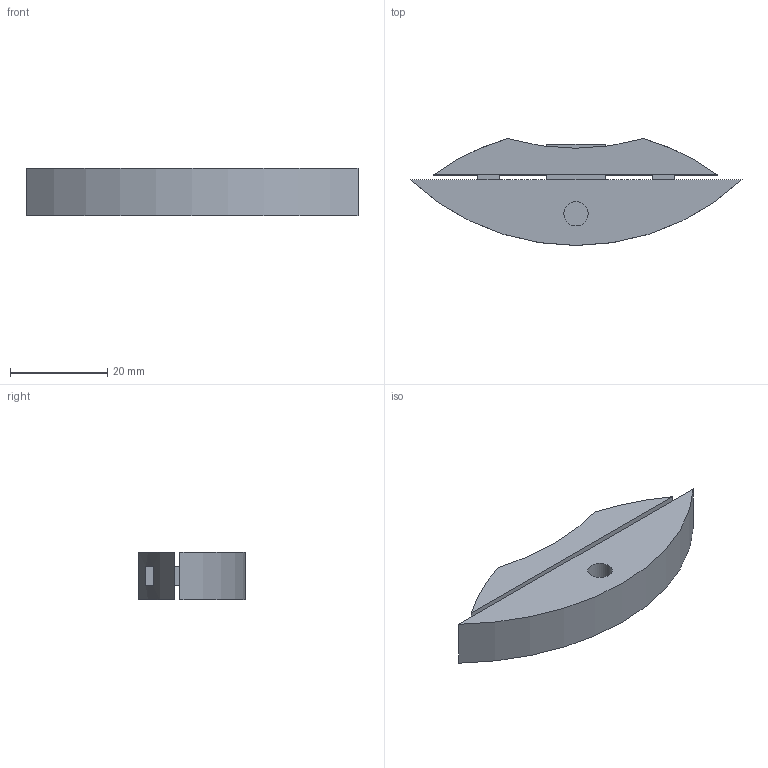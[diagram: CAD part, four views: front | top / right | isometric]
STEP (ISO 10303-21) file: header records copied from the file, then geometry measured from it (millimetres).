
FILE_DESCRIPTION(/* description */ (''),/* implementation_level */ '2;1');
FILE_NAME(/* name */ 'Clamex_P-14-10_Medius_s.stp',/* time_stamp */ '2022-06-30T10:33:20+02:00',/* author */ ('matthiask'),/* organization */ (''),/* preprocessor_version */ 'ST-DEVELOPER v18',/* originating_system */ 'Autodesk Inventor 2020',/* authorisation */ '');
FILE_SCHEMA (('AUTOMOTIVE_DESIGN { 1 0 10303 214 3 1 1 }'));
Length unit declared in the file: millimetre
Products named in the file (3): Clamex_P-14-10_Medius_s; Clamex P14; Medius
Assembly tree (2 placements, depth 2):
  Clamex_P-14-10_Medius_s
    Clamex P14
    Medius
Bounding box: 68.34 x 22 x 9.8 mm (x, y, z)
Volume: 9087.8 mm3; surface area: 5217.4 mm2
Topology: 2 solids, 2 shells, 41 faces, 101 edges, 68 vertices
Faces by surface type: plane 36, cylinder 5
Full cylindrical faces by diameter (mm): 5 x1
Entity records: 1326 total; most frequent: CARTESIAN_POINT 215, DIRECTION 211, ORIENTED_EDGE 202, EDGE_CURVE 101, LINE 83, VECTOR 83, VERTEX_POINT 68, AXIS2_PLACEMENT_3D 64
